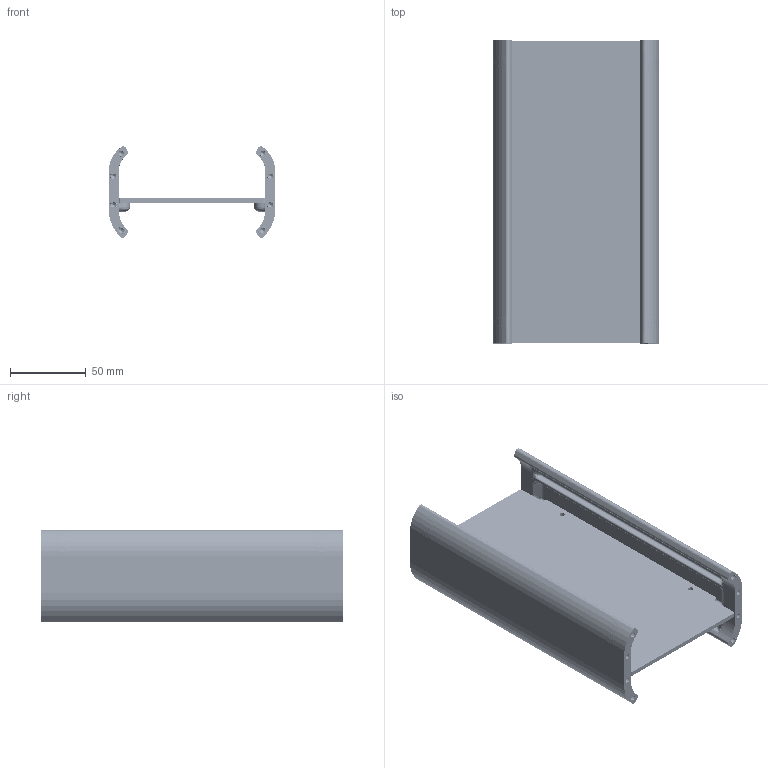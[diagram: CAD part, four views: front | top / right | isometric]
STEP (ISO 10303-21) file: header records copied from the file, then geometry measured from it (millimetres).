
FILE_DESCRIPTION(/* description */ (''),/* implementation_level */ '2;1');
FILE_NAME(/* name */ 'Trunk Assembly.step',/* time_stamp */ '2021-12-05T11:11:56-08:00',/* author */ (''),/* organization */ (''),/* preprocessor_version */ 'ST-DEVELOPER v18.1',/* originating_system */ 'Autodesk Translation Framework v10.10.0.1391',/* authorisation */ '');
FILE_SCHEMA (('AUTOMOTIVE_DESIGN { 1 0 10303 214 3 1 1 }'));
Products named in the file (7): Trunk Assembly; Side Plates (L & R); sideplate assembly; sideplate assembly_1; side plate, plastic only, LR; F1-B-M3-Heatfit v1 (1); Tray
Assembly tree (26 placements, depth 4):
  Trunk Assembly
    Side Plates (L & R)
      sideplate assembly
        side plate, plastic only, LR
        F1-B-M3-Heatfit v1 (1)  x10
      sideplate assembly_1
        side plate, plastic only, LR
        F1-B-M3-Heatfit v1 (1)  x10
    Tray
Bounding box: 110 x 200 x 60.41 mm (x, y, z)
Volume: 162205.8 mm3; surface area: 124537.5 mm2
Topology: 27 solids, 27 shells, 3582 faces, 10198 edges, 6708 vertices
Faces by surface type: bspline 1828, cylinder 1372, plane 234, cone 132, torus 16
Full cylindrical faces by diameter (mm): 2.82 x220, 3.4 x4, 4.133 x20, 4.148 x20, 4.443 x20, 4.5 x20
Entity records: 43047 total; most frequent: CARTESIAN_POINT 31782, ORIENTED_EDGE 2576, DIRECTION 2015, EDGE_CURVE 1288, VERTEX_POINT 835, AXIS2_PLACEMENT_3D 756, LINE 503, VECTOR 503
